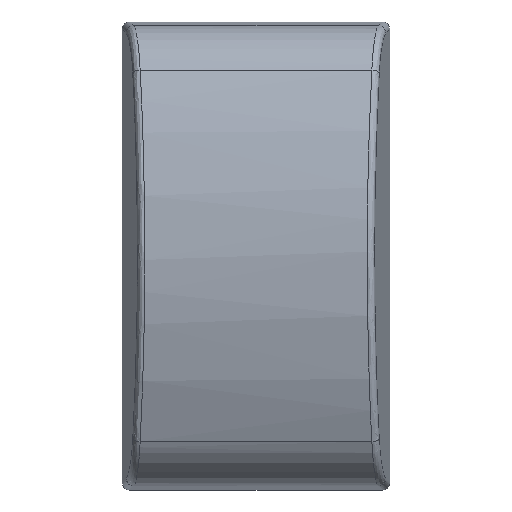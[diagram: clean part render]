
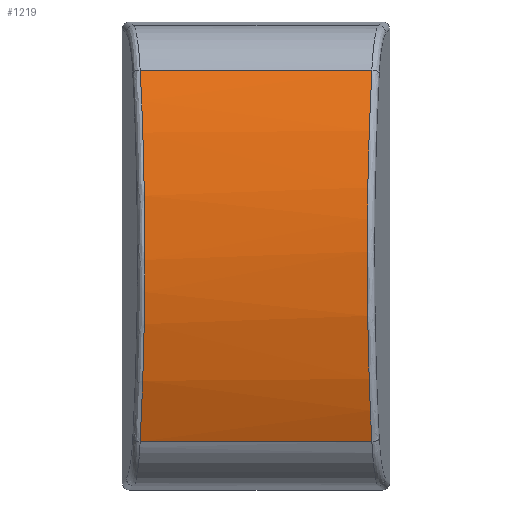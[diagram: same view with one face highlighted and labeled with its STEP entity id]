
A CAD part, top view. The second image highlights one B-rep face of the part: STEP entity #1219.
In plain terms, the highlighted cylindrical face has radius 31.5 mm (diameter 63 mm), a partial arc.
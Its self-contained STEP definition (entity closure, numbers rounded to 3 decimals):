
#77=FACE_OUTER_BOUND('',#149,.T.);
#149=EDGE_LOOP('',(#887,#888,#889,#890));
#268=LINE('',#2057,#376);
#270=LINE('',#2061,#378);
#376=VECTOR('',#1521,10.);
#378=VECTOR('',#1527,10.);
#470=ELLIPSE('',#1294,31.729,31.5);
#479=ELLIPSE('',#1315,31.729,31.5);
#504=VERTEX_POINT('',#1856);
#506=VERTEX_POINT('',#1886);
#526=VERTEX_POINT('',#1986);
#528=VERTEX_POINT('',#2016);
#627=EDGE_CURVE('',#506,#504,#470,.T.);
#656=EDGE_CURVE('',#528,#526,#479,.T.);
#664=EDGE_CURVE('',#504,#528,#268,.T.);
#666=EDGE_CURVE('',#526,#506,#270,.T.);
#887=ORIENTED_EDGE('',*,*,#627,.F.);
#888=ORIENTED_EDGE('',*,*,#666,.F.);
#889=ORIENTED_EDGE('',*,*,#656,.F.);
#890=ORIENTED_EDGE('',*,*,#664,.F.);
#1177=CYLINDRICAL_SURFACE('',#1326,31.5);
#1219=ADVANCED_FACE('',(#77),#1177,.T.);
#1294=AXIS2_PLACEMENT_3D('',#1888,#1446,#1447);
#1315=AXIS2_PLACEMENT_3D('',#2018,#1500,#1501);
#1326=AXIS2_PLACEMENT_3D('',#2062,#1528,#1529);
#1446=DIRECTION('center_axis',(-0.993,0.,0.12));
#1447=DIRECTION('ref_axis',(0.12,0.,0.993));
#1500=DIRECTION('center_axis',(0.993,0.,0.12));
#1501=DIRECTION('ref_axis',(-0.12,0.,0.993));
#1521=DIRECTION('',(1.,0.,0.));
#1527=DIRECTION('',(-1.,0.,0.));
#1528=DIRECTION('center_axis',(-1.,0.,0.));
#1529=DIRECTION('ref_axis',(0.,0.,1.));
#1856=CARTESIAN_POINT('',(6.204,32.254,6.162));
#1886=CARTESIAN_POINT('',(6.204,7.246,6.162));
#1888=CARTESIAN_POINT('Origin',(2.71,19.75,-22.75));
#1986=CARTESIAN_POINT('',(21.796,7.246,6.162));
#2016=CARTESIAN_POINT('',(21.796,32.254,6.162));
#2018=CARTESIAN_POINT('Origin',(25.29,19.75,-22.75));
#2057=CARTESIAN_POINT('',(23.,32.254,6.162));
#2061=CARTESIAN_POINT('',(23.,7.246,6.162));
#2062=CARTESIAN_POINT('Origin',(23.,19.75,-22.75));
